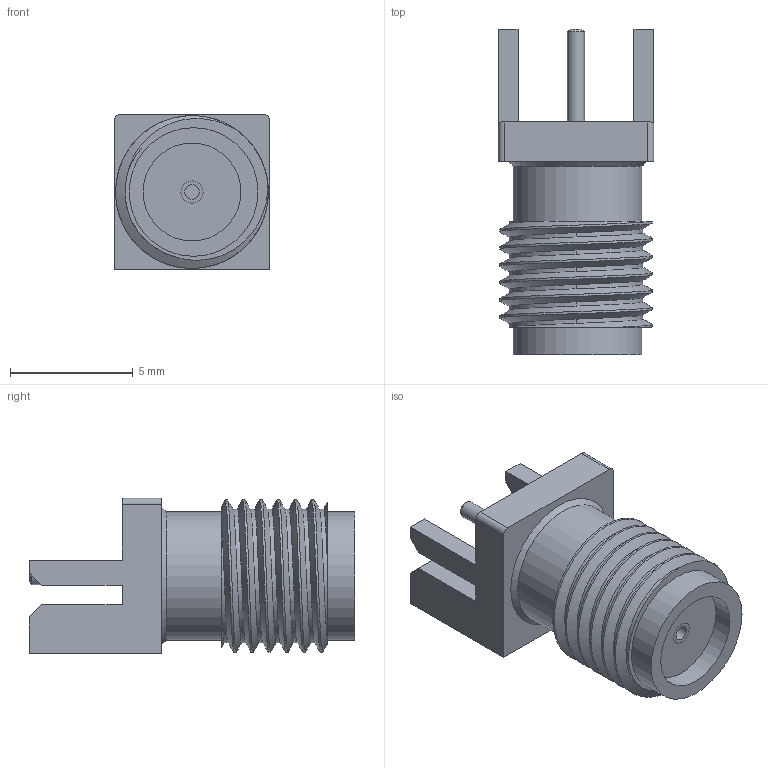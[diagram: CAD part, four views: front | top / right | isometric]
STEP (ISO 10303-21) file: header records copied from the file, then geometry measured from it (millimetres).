
FILE_DESCRIPTION(/* description */ (''),/* implementation_level */ '2;1');
FILE_NAME(/* name */ 'Taoglas EMPCB.SMAFSTJ.B.HT.step',/* time_stamp */ '2023-10-25T10:30:59+01:00',/* author */ (''),/* organization */ (''),/* preprocessor_version */ 'ST-DEVELOPER v20',/* originating_system */ 'Autodesk Translation Framework v12.14.0.127',/* authorisation */ '');
FILE_SCHEMA (('AUTOMOTIVE_DESIGN { 1 0 10303 214 3 1 1 }'));
Length unit declared in the file: millimetre
Products named in the file (1): Taoglas EMPCB.SMAFSTJ.B.HT
Bounding box: 6.35 x 13.3 x 6.35 mm (x, y, z)
Volume: 263.6 mm3; surface area: 417.4 mm2
Topology: 1 solids, 1 shells, 60 faces, 148 edges, 98 vertices
Faces by surface type: plane 32, cylinder 24, cone 2, bspline 2
Full cylindrical faces by diameter (mm): 0.6 x1, 0.7 x1, 0.901 x1, 4 x1, 4.25 x1, 5.25 x2, 5.466 x5, 6.23 x6
Entity records: 2791 total; most frequent: CARTESIAN_POINT 1376, ORIENTED_EDGE 296, DIRECTION 258, EDGE_CURVE 148, VERTEX_POINT 98, LINE 90, VECTOR 90, AXIS2_PLACEMENT_3D 84
